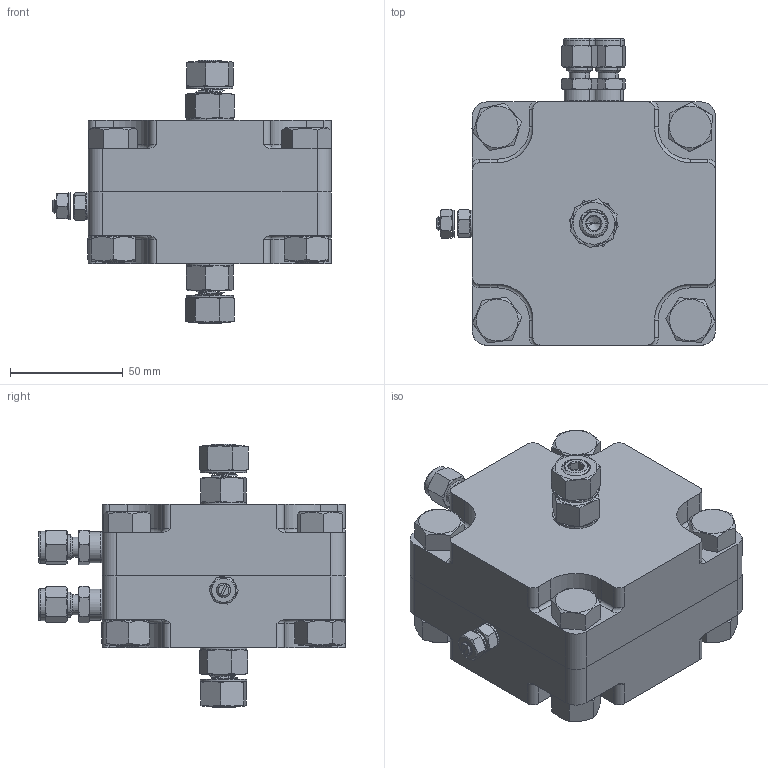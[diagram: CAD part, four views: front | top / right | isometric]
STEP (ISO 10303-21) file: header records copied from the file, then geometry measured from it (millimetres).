
FILE_DESCRIPTION (( 'STEP AP214' ), '1' );
FILE_NAME ('Bolt-Flash Rev D Download STEP.STEP', '2019-04-20T21:50:35', ( '' ), ( '' ), 'SwSTEP 2.0', 'SolidWorks 2019', '' );
FILE_SCHEMA (( 'AUTOMOTIVE_DESIGN' ));
Length unit declared in the file: inch
Products named in the file (1): Bolt-Flash Rev D Download STEP
Bounding box: 123.75 x 136.26 x 116.84 mm (x, y, z)
Surface area: 74019.1 mm2 (no closed solid volume)
Topology: 0 solids, 35 shells, 571 faces, 1543 edges, 994 vertices
Faces by surface type: plane 202, cylinder 169, cone 148, torus 34, bspline 18
Entity records: 50206 total; most frequent: CARTESIAN_POINT 29717, ORIENTED_EDGE 2680, DIRECTION 2542, EDGE_CURVE 1539, AXIS2_PLACEMENT_3D 1005, VERTEX_POINT 994, EDGE_LOOP 610, UNCERTAINTY_MEASURE_WITH_UNIT 573
